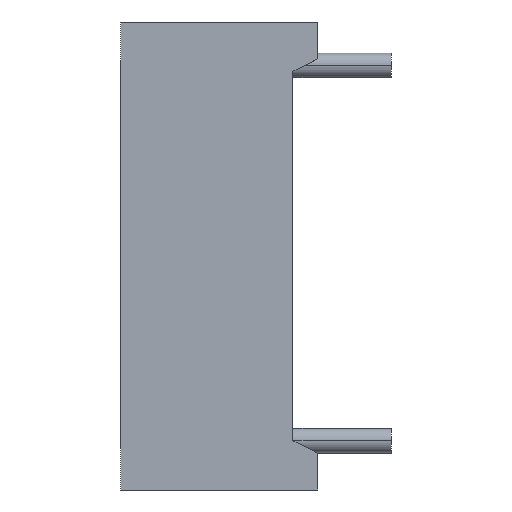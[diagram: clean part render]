
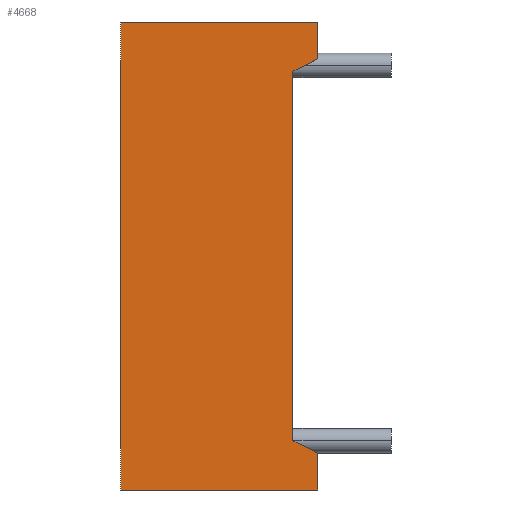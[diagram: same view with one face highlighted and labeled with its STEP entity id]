
A CAD part, left-side view. The second image highlights one B-rep face of the part: STEP entity #4668.
In plain terms, the highlighted planar face has unit normal (-1, 0, 0).
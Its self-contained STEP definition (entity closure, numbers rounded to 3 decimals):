
#63 = VERTEX_POINT ( 'NONE', #3651 ) ;
#127 = VERTEX_POINT ( 'NONE', #3857 ) ;
#277 = DIRECTION ( 'NONE',  ( 0., -1., 0. ) ) ;
#449 = LINE ( 'NONE', #2240, #4894 ) ;
#473 = DIRECTION ( 'NONE',  ( 1., 0., 0. ) ) ;
#540 = DIRECTION ( 'NONE',  ( 0., 0., 1. ) ) ;
#558 = LINE ( 'NONE', #3690, #3553 ) ;
#667 = EDGE_LOOP ( 'NONE', ( #5768, #4665, #3777, #3430, #2106, #1413, #2415, #4216 ) ) ;
#810 = VERTEX_POINT ( 'NONE', #3824 ) ;
#811 = VERTEX_POINT ( 'NONE', #5186 ) ;
#934 = PLANE ( 'NONE',  #2810 ) ;
#950 = DIRECTION ( 'NONE',  ( 0., -0.894, -0.447 ) ) ;
#1007 = EDGE_CURVE ( 'NONE', #63, #5304, #3817, .T. ) ;
#1413 = ORIENTED_EDGE ( 'NONE', *, *, #3855, .F. ) ;
#1465 = CARTESIAN_POINT ( 'NONE',  ( 0., 8., 0. ) ) ;
#1573 = CARTESIAN_POINT ( 'NONE',  ( 0., 1., -2. ) ) ;
#1607 = EDGE_CURVE ( 'NONE', #127, #5304, #3426, .T. ) ;
#1691 = CARTESIAN_POINT ( 'NONE',  ( 0., 8., -19. ) ) ;
#1791 = VECTOR ( 'NONE', #2013, 1000. ) ;
#1808 = VECTOR ( 'NONE', #3809, 1000. ) ;
#1829 = CARTESIAN_POINT ( 'NONE',  ( 0., 8., 0. ) ) ;
#1909 = EDGE_CURVE ( 'NONE', #2993, #2739, #5096, .T. ) ;
#2013 = DIRECTION ( 'NONE',  ( 0., 0., -1. ) ) ;
#2065 = DIRECTION ( 'NONE',  ( 0., -0.894, 0.447 ) ) ;
#2087 = LINE ( 'NONE', #5141, #1808 ) ;
#2106 = ORIENTED_EDGE ( 'NONE', *, *, #5482, .T. ) ;
#2156 = EDGE_CURVE ( 'NONE', #2993, #63, #558, .T. ) ;
#2203 = VECTOR ( 'NONE', #540, 1000. ) ;
#2240 = CARTESIAN_POINT ( 'NONE',  ( 0., 8., 0. ) ) ;
#2335 = EDGE_CURVE ( 'NONE', #2739, #3159, #2087, .T. ) ;
#2340 = VECTOR ( 'NONE', #950, 1000. ) ;
#2415 = ORIENTED_EDGE ( 'NONE', *, *, #3443, .T. ) ;
#2518 = CARTESIAN_POINT ( 'NONE',  ( 0., 0., 0. ) ) ;
#2739 = VERTEX_POINT ( 'NONE', #2968 ) ;
#2810 = AXIS2_PLACEMENT_3D ( 'NONE', #1829, #473, #5775 ) ;
#2968 = CARTESIAN_POINT ( 'NONE',  ( 0., 0., -17.5 ) ) ;
#2993 = VERTEX_POINT ( 'NONE', #4082 ) ;
#3159 = VERTEX_POINT ( 'NONE', #4861 ) ;
#3426 = LINE ( 'NONE', #2518, #1791 ) ;
#3430 = ORIENTED_EDGE ( 'NONE', *, *, #1607, .F. ) ;
#3443 = EDGE_CURVE ( 'NONE', #811, #3159, #5635, .T. ) ;
#3553 = VECTOR ( 'NONE', #5029, 1000. ) ;
#3627 = LINE ( 'NONE', #1465, #2203 ) ;
#3636 = FACE_OUTER_BOUND ( 'NONE', #667, .T. ) ;
#3640 = DIRECTION ( 'NONE',  ( 0., 1., 0. ) ) ;
#3651 = CARTESIAN_POINT ( 'NONE',  ( 0., 1., -2. ) ) ;
#3690 = CARTESIAN_POINT ( 'NONE',  ( 0., 1., -19. ) ) ;
#3699 = VECTOR ( 'NONE', #277, 1000. ) ;
#3777 = ORIENTED_EDGE ( 'NONE', *, *, #1007, .T. ) ;
#3809 = DIRECTION ( 'NONE',  ( 0., 0., -1. ) ) ;
#3817 = LINE ( 'NONE', #1573, #4442 ) ;
#3824 = CARTESIAN_POINT ( 'NONE',  ( 0., 8., 0. ) ) ;
#3855 = EDGE_CURVE ( 'NONE', #811, #810, #3627, .T. ) ;
#3857 = CARTESIAN_POINT ( 'NONE',  ( 0., 0., 0. ) ) ;
#4082 = CARTESIAN_POINT ( 'NONE',  ( 0., 1., -17. ) ) ;
#4216 = ORIENTED_EDGE ( 'NONE', *, *, #2335, .F. ) ;
#4442 = VECTOR ( 'NONE', #2065, 1000. ) ;
#4665 = ORIENTED_EDGE ( 'NONE', *, *, #2156, .T. ) ;
#4668 = ADVANCED_FACE ( 'NONE', ( #3636 ), #934, .F. ) ;
#4861 = CARTESIAN_POINT ( 'NONE',  ( 0., 0., -19. ) ) ;
#4894 = VECTOR ( 'NONE', #3640, 1000. ) ;
#4899 = CARTESIAN_POINT ( 'NONE',  ( 0., 0., -1.5 ) ) ;
#5029 = DIRECTION ( 'NONE',  ( 0., 0., 1. ) ) ;
#5070 = CARTESIAN_POINT ( 'NONE',  ( 0., 1., -17. ) ) ;
#5096 = LINE ( 'NONE', #5070, #2340 ) ;
#5141 = CARTESIAN_POINT ( 'NONE',  ( 0., 0., 0. ) ) ;
#5186 = CARTESIAN_POINT ( 'NONE',  ( 0., 8., -19. ) ) ;
#5304 = VERTEX_POINT ( 'NONE', #4899 ) ;
#5482 = EDGE_CURVE ( 'NONE', #127, #810, #449, .T. ) ;
#5635 = LINE ( 'NONE', #1691, #3699 ) ;
#5768 = ORIENTED_EDGE ( 'NONE', *, *, #1909, .F. ) ;
#5775 = DIRECTION ( 'NONE',  ( 0., 0., -1. ) ) ;
